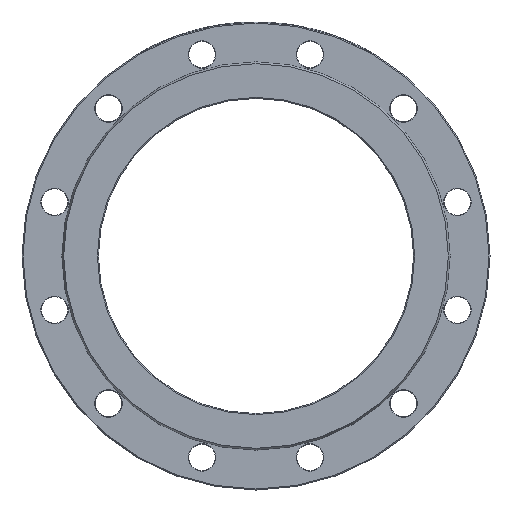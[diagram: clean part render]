
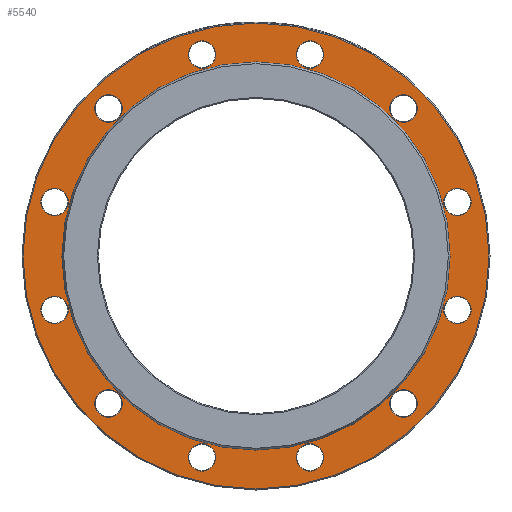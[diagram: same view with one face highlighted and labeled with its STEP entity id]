
A CAD part, left-side view. The second image highlights one B-rep face of the part: STEP entity #5540.
In plain terms, the highlighted planar face has unit normal (-1, 0, 0).
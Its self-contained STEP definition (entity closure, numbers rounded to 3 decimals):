
#81 = CARTESIAN_POINT ( 'NONE',  ( 4., 138.207, -156.648 ) ) ;
#160 = ORIENTED_EDGE ( 'NONE', *, *, #6859, .F. ) ;
#263 = VERTEX_POINT ( 'NONE', #5405 ) ;
#359 = ORIENTED_EDGE ( 'NONE', *, *, #11049, .T. ) ;
#490 = EDGE_CURVE ( 'NONE', #9718, #9718, #7116, .T. ) ;
#652 = FACE_BOUND ( 'NONE', #3720, .T. ) ;
#658 = ORIENTED_EDGE ( 'NONE', *, *, #3092, .T. ) ;
#681 = CARTESIAN_POINT ( 'NONE',  ( 4., -156.648, -138.207 ) ) ;
#695 = DIRECTION ( 'NONE',  ( 0., 0., 1. ) ) ;
#708 = FACE_BOUND ( 'NONE', #10034, .T. ) ;
#794 = AXIS2_PLACEMENT_3D ( 'NONE', #6587, #11189, #2152 ) ;
#849 = EDGE_LOOP ( 'NONE', ( #3416 ) ) ;
#862 = DIRECTION ( 'NONE',  ( 1., 0., 0. ) ) ;
#889 = EDGE_LOOP ( 'NONE', ( #1675 ) ) ;
#1032 = CARTESIAN_POINT ( 'NONE',  ( 4., -138.207, 156.648 ) ) ;
#1094 = DIRECTION ( 'NONE',  ( 0., 0., 1. ) ) ;
#1101 = ORIENTED_EDGE ( 'NONE', *, *, #490, .T. ) ;
#1157 = CARTESIAN_POINT ( 'NONE',  ( 4., 198.015, 53.058 ) ) ;
#1205 = VERTEX_POINT ( 'NONE', #4804 ) ;
#1222 = DIRECTION ( 'NONE',  ( 0., -0.866, -0.5 ) ) ;
#1223 = DIRECTION ( 'NONE',  ( 1., 0., 0. ) ) ;
#1329 = EDGE_LOOP ( 'NONE', ( #7530 ) ) ;
#1417 = FACE_BOUND ( 'NONE', #7281, .T. ) ;
#1535 = FACE_BOUND ( 'NONE', #4157, .T. ) ;
#1585 = DIRECTION ( 'NONE',  ( -1., 0., 0. ) ) ;
#1634 = CARTESIAN_POINT ( 'NONE',  ( 4., 204.765, 41.367 ) ) ;
#1675 = ORIENTED_EDGE ( 'NONE', *, *, #7874, .T. ) ;
#1810 = CIRCLE ( 'NONE', #6342, 13.5 ) ;
#1861 = EDGE_CURVE ( 'NONE', #4512, #4512, #4424, .T. ) ;
#1864 = VERTEX_POINT ( 'NONE', #3692 ) ;
#2152 = DIRECTION ( 'NONE',  ( 0., 1., 0. ) ) ;
#2195 = CIRCLE ( 'NONE', #10298, 13.5 ) ;
#2236 = DIRECTION ( 'NONE',  ( 1., 0., 0. ) ) ;
#2497 = AXIS2_PLACEMENT_3D ( 'NONE', #11355, #11523, #6935 ) ;
#2722 = EDGE_CURVE ( 'NONE', #263, #263, #8600, .T. ) ;
#2776 = AXIS2_PLACEMENT_3D ( 'NONE', #11386, #862, #1094 ) ;
#2791 = EDGE_LOOP ( 'NONE', ( #160 ) ) ;
#2800 = CARTESIAN_POINT ( 'NONE',  ( 4., -66.558, -198.015 ) ) ;
#3042 = VERTEX_POINT ( 'NONE', #6651 ) ;
#3092 = EDGE_CURVE ( 'NONE', #7238, #7238, #3511, .T. ) ;
#3124 = CARTESIAN_POINT ( 'NONE',  ( 4., -198.015, -53.058 ) ) ;
#3155 = CIRCLE ( 'NONE', #2776, 13.5 ) ;
#3255 = FACE_BOUND ( 'NONE', #4832, .T. ) ;
#3313 = FACE_BOUND ( 'NONE', #5634, .T. ) ;
#3416 = ORIENTED_EDGE ( 'NONE', *, *, #1861, .T. ) ;
#3506 = AXIS2_PLACEMENT_3D ( 'NONE', #10019, #8305, #3823 ) ;
#3511 = CIRCLE ( 'NONE', #7664, 13.5 ) ;
#3692 = CARTESIAN_POINT ( 'NONE',  ( 4., -204.765, -41.367 ) ) ;
#3720 = EDGE_LOOP ( 'NONE', ( #658 ) ) ;
#3749 = EDGE_CURVE ( 'NONE', #1864, #1864, #1810, .T. ) ;
#3807 = CIRCLE ( 'NONE', #5320, 190.781 ) ;
#3823 = DIRECTION ( 'NONE',  ( 0., 0., -1. ) ) ;
#3864 = VERTEX_POINT ( 'NONE', #7468 ) ;
#4025 = AXIS2_PLACEMENT_3D ( 'NONE', #10793, #7139, #8844 ) ;
#4035 = EDGE_CURVE ( 'NONE', #10001, #10001, #3155, .T. ) ;
#4157 = EDGE_LOOP ( 'NONE', ( #1101 ) ) ;
#4183 = CIRCLE ( 'NONE', #794, 13.5 ) ;
#4192 = PLANE ( 'NONE',  #5500 ) ;
#4250 = CARTESIAN_POINT ( 'NONE',  ( 4., 190.781, 0. ) ) ;
#4309 = FACE_BOUND ( 'NONE', #8110, .T. ) ;
#4424 = CIRCLE ( 'NONE', #10454, 13.5 ) ;
#4456 = CARTESIAN_POINT ( 'NONE',  ( 4., -41.367, 204.765 ) ) ;
#4512 = VERTEX_POINT ( 'NONE', #2800 ) ;
#4559 = DIRECTION ( 'NONE',  ( 1., 0., 0. ) ) ;
#4594 = CARTESIAN_POINT ( 'NONE',  ( 4., -144.957, -144.957 ) ) ;
#4804 = CARTESIAN_POINT ( 'NONE',  ( 4., 66.558, 198.015 ) ) ;
#4819 = DIRECTION ( 'NONE',  ( 0., -0.5, -0.866 ) ) ;
#4832 = EDGE_LOOP ( 'NONE', ( #7350 ) ) ;
#5047 = EDGE_CURVE ( 'NONE', #9120, #9120, #2195, .T. ) ;
#5155 = ORIENTED_EDGE ( 'NONE', *, *, #5047, .T. ) ;
#5160 = EDGE_LOOP ( 'NONE', ( #11655 ) ) ;
#5190 = FACE_BOUND ( 'NONE', #7643, .T. ) ;
#5320 = AXIS2_PLACEMENT_3D ( 'NONE', #10554, #1585, #695 ) ;
#5405 = CARTESIAN_POINT ( 'NONE',  ( 4., 0., -229. ) ) ;
#5500 = AXIS2_PLACEMENT_3D ( 'NONE', #4250, #9566, #7906 ) ;
#5520 = AXIS2_PLACEMENT_3D ( 'NONE', #5767, #11259, #10189 ) ;
#5540 = ADVANCED_FACE ( 'NONE', ( #1535, #708, #5859, #3313, #5190, #4309, #3255, #8684, #9510, #1417, #652, #8738, #6979, #6799 ), #4192, .F. ) ;
#5634 = EDGE_LOOP ( 'NONE', ( #359 ) ) ;
#5699 = VERTEX_POINT ( 'NONE', #8406 ) ;
#5701 = CIRCLE ( 'NONE', #5896, 13.5 ) ;
#5704 = CIRCLE ( 'NONE', #2497, 13.5 ) ;
#5767 = CARTESIAN_POINT ( 'NONE',  ( 4., 198.015, -53.058 ) ) ;
#5842 = DIRECTION ( 'NONE',  ( 0., -0.5, 0.866 ) ) ;
#5859 = FACE_BOUND ( 'NONE', #889, .T. ) ;
#5896 = AXIS2_PLACEMENT_3D ( 'NONE', #8304, #11028, #1222 ) ;
#5908 = DIRECTION ( 'NONE',  ( 0., -0.866, 0.5 ) ) ;
#6158 = DIRECTION ( 'NONE',  ( 1., 0., 0. ) ) ;
#6342 = AXIS2_PLACEMENT_3D ( 'NONE', #3124, #2236, #5842 ) ;
#6587 = CARTESIAN_POINT ( 'NONE',  ( 4., 53.058, 198.015 ) ) ;
#6651 = CARTESIAN_POINT ( 'NONE',  ( 4., 198.015, -66.558 ) ) ;
#6668 = CARTESIAN_POINT ( 'NONE',  ( 4., 144.957, -144.957 ) ) ;
#6706 = ORIENTED_EDGE ( 'NONE', *, *, #4035, .T. ) ;
#6720 = DIRECTION ( 'NONE',  ( 0., 0.5, -0.866 ) ) ;
#6799 = FACE_BOUND ( 'NONE', #2791, .T. ) ;
#6859 = EDGE_CURVE ( 'NONE', #3864, #3864, #3807, .T. ) ;
#6935 = DIRECTION ( 'NONE',  ( 0., 0.866, -0.5 ) ) ;
#6979 = FACE_OUTER_BOUND ( 'NONE', #1329, .T. ) ;
#7116 = CIRCLE ( 'NONE', #8987, 13.5 ) ;
#7139 = DIRECTION ( 'NONE',  ( 1., 0., 0. ) ) ;
#7173 = ORIENTED_EDGE ( 'NONE', *, *, #11619, .T. ) ;
#7238 = VERTEX_POINT ( 'NONE', #81 ) ;
#7281 = EDGE_LOOP ( 'NONE', ( #7173 ) ) ;
#7350 = ORIENTED_EDGE ( 'NONE', *, *, #3749, .T. ) ;
#7365 = EDGE_LOOP ( 'NONE', ( #7405 ) ) ;
#7405 = ORIENTED_EDGE ( 'NONE', *, *, #10008, .T. ) ;
#7411 = CIRCLE ( 'NONE', #5520, 13.5 ) ;
#7468 = CARTESIAN_POINT ( 'NONE',  ( 4., 0., 190.781 ) ) ;
#7530 = ORIENTED_EDGE ( 'NONE', *, *, #2722, .T. ) ;
#7643 = EDGE_LOOP ( 'NONE', ( #5155 ) ) ;
#7664 = AXIS2_PLACEMENT_3D ( 'NONE', #6668, #1223, #4819 ) ;
#7874 = EDGE_CURVE ( 'NONE', #1205, #1205, #4183, .T. ) ;
#7906 = DIRECTION ( 'NONE',  ( 0., 0., -1. ) ) ;
#8110 = EDGE_LOOP ( 'NONE', ( #6706 ) ) ;
#8199 = DIRECTION ( 'NONE',  ( 1., 0., 0. ) ) ;
#8211 = EDGE_CURVE ( 'NONE', #5699, #5699, #5704, .T. ) ;
#8304 = CARTESIAN_POINT ( 'NONE',  ( 4., 53.058, -198.015 ) ) ;
#8305 = DIRECTION ( 'NONE',  ( -1., 0., 0. ) ) ;
#8406 = CARTESIAN_POINT ( 'NONE',  ( 4., 156.648, 138.207 ) ) ;
#8543 = DIRECTION ( 'NONE',  ( 1., 0., 0. ) ) ;
#8600 = CIRCLE ( 'NONE', #3506, 229. ) ;
#8684 = FACE_BOUND ( 'NONE', #5160, .T. ) ;
#8738 = FACE_BOUND ( 'NONE', #7365, .T. ) ;
#8844 = DIRECTION ( 'NONE',  ( 0., 0.866, 0.5 ) ) ;
#8882 = VERTEX_POINT ( 'NONE', #681 ) ;
#8944 = CARTESIAN_POINT ( 'NONE',  ( 4., 41.367, -204.765 ) ) ;
#8987 = AXIS2_PLACEMENT_3D ( 'NONE', #1157, #8543, #6720 ) ;
#9120 = VERTEX_POINT ( 'NONE', #1032 ) ;
#9510 = FACE_BOUND ( 'NONE', #849, .T. ) ;
#9566 = DIRECTION ( 'NONE',  ( 1., 0., 0. ) ) ;
#9651 = VERTEX_POINT ( 'NONE', #4456 ) ;
#9718 = VERTEX_POINT ( 'NONE', #1634 ) ;
#9767 = ORIENTED_EDGE ( 'NONE', *, *, #8211, .T. ) ;
#9804 = DIRECTION ( 'NONE',  ( 0., -1., 0. ) ) ;
#9936 = DIRECTION ( 'NONE',  ( 0., 0.5, 0.866 ) ) ;
#10001 = VERTEX_POINT ( 'NONE', #11012 ) ;
#10008 = EDGE_CURVE ( 'NONE', #3042, #3042, #7411, .T. ) ;
#10019 = CARTESIAN_POINT ( 'NONE',  ( 4., 0., 0. ) ) ;
#10034 = EDGE_LOOP ( 'NONE', ( #9767 ) ) ;
#10189 = DIRECTION ( 'NONE',  ( 0., 0., -1. ) ) ;
#10298 = AXIS2_PLACEMENT_3D ( 'NONE', #11600, #4559, #9936 ) ;
#10440 = CIRCLE ( 'NONE', #11002, 13.5 ) ;
#10454 = AXIS2_PLACEMENT_3D ( 'NONE', #11522, #6158, #9804 ) ;
#10554 = CARTESIAN_POINT ( 'NONE',  ( 4., 0., 0. ) ) ;
#10716 = VERTEX_POINT ( 'NONE', #8944 ) ;
#10793 = CARTESIAN_POINT ( 'NONE',  ( 4., -53.058, 198.015 ) ) ;
#10884 = EDGE_CURVE ( 'NONE', #8882, #8882, #10440, .T. ) ;
#11002 = AXIS2_PLACEMENT_3D ( 'NONE', #4594, #8199, #5908 ) ;
#11012 = CARTESIAN_POINT ( 'NONE',  ( 4., -198.015, 66.558 ) ) ;
#11028 = DIRECTION ( 'NONE',  ( 1., 0., 0. ) ) ;
#11049 = EDGE_CURVE ( 'NONE', #9651, #9651, #11194, .T. ) ;
#11189 = DIRECTION ( 'NONE',  ( 1., 0., 0. ) ) ;
#11194 = CIRCLE ( 'NONE', #4025, 13.5 ) ;
#11259 = DIRECTION ( 'NONE',  ( 1., 0., 0. ) ) ;
#11355 = CARTESIAN_POINT ( 'NONE',  ( 4., 144.957, 144.957 ) ) ;
#11386 = CARTESIAN_POINT ( 'NONE',  ( 4., -198.015, 53.058 ) ) ;
#11522 = CARTESIAN_POINT ( 'NONE',  ( 4., -53.058, -198.015 ) ) ;
#11523 = DIRECTION ( 'NONE',  ( 1., 0., 0. ) ) ;
#11600 = CARTESIAN_POINT ( 'NONE',  ( 4., -144.957, 144.957 ) ) ;
#11619 = EDGE_CURVE ( 'NONE', #10716, #10716, #5701, .T. ) ;
#11655 = ORIENTED_EDGE ( 'NONE', *, *, #10884, .T. ) ;
